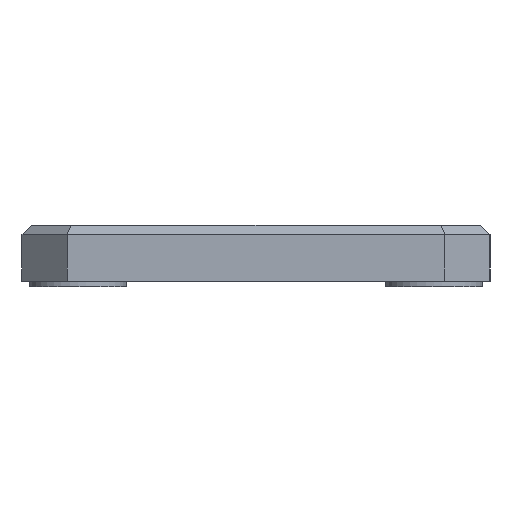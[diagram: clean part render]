
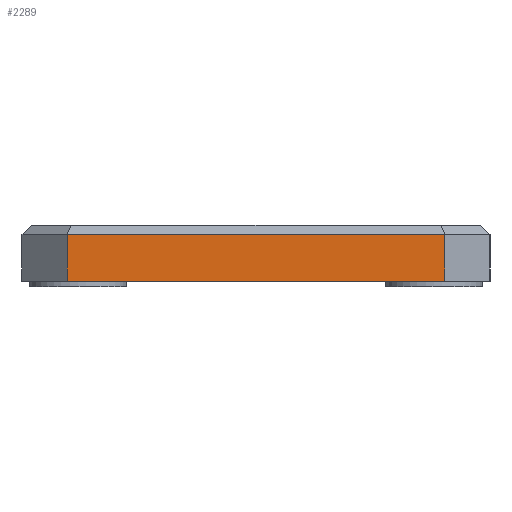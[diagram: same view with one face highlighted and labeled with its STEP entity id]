
A CAD part, left-side view. The second image highlights one B-rep face of the part: STEP entity #2289.
In plain terms, the highlighted planar face has unit normal (-1, 0, 0).
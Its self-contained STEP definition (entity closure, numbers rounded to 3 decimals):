
#56=PLANE('',#2348);
#185=FACE_OUTER_BOUND('',#323,.T.);
#323=EDGE_LOOP('',(#1994,#1995,#1996,#1997));
#465=LINE('',#4439,#615);
#468=LINE('',#4445,#618);
#471=LINE('',#4451,#621);
#472=LINE('',#4452,#622);
#615=VECTOR('',#2525,10.);
#618=VECTOR('',#2532,10.);
#621=VECTOR('',#2537,10.);
#622=VECTOR('',#2538,10.);
#1035=VERTEX_POINT('',#4434);
#1036=VERTEX_POINT('',#4438);
#1037=VERTEX_POINT('',#4444);
#1039=VERTEX_POINT('',#4450);
#1361=EDGE_CURVE('',#1036,#1035,#465,.T.);
#1364=EDGE_CURVE('',#1037,#1035,#468,.T.);
#1367=EDGE_CURVE('',#1039,#1036,#471,.T.);
#1368=EDGE_CURVE('',#1037,#1039,#472,.F.);
#1994=ORIENTED_EDGE('',*,*,#1361,.F.);
#1995=ORIENTED_EDGE('',*,*,#1367,.F.);
#1996=ORIENTED_EDGE('',*,*,#1368,.F.);
#1997=ORIENTED_EDGE('',*,*,#1364,.T.);
#2289=ADVANCED_FACE('',(#185),#56,.T.);
#2348=AXIS2_PLACEMENT_3D('',#4449,#2535,#2536);
#2525=DIRECTION('',(0.,-1.,0.));
#2532=DIRECTION('',(0.,0.,1.));
#2535=DIRECTION('center_axis',(-1.,0.,0.));
#2536=DIRECTION('ref_axis',(0.,-1.,0.));
#2537=DIRECTION('',(0.,0.,1.));
#2538=DIRECTION('',(0.,-1.,0.));
#4434=CARTESIAN_POINT('',(116.431,-16.974,7.25));
#4438=CARTESIAN_POINT('',(116.431,-6.838,7.25));
#4439=CARTESIAN_POINT('',(116.431,-9.269,7.25));
#4444=CARTESIAN_POINT('',(116.431,-16.974,6.));
#4445=CARTESIAN_POINT('',(116.431,-16.974,6.));
#4449=CARTESIAN_POINT('Origin',(116.431,-6.631,6.));
#4450=CARTESIAN_POINT('',(116.431,-6.838,6.));
#4451=CARTESIAN_POINT('',(116.431,-6.838,6.));
#4452=CARTESIAN_POINT('',(116.431,-9.269,6.));
